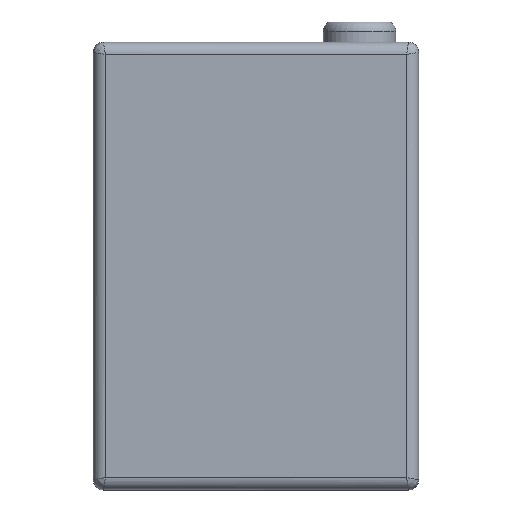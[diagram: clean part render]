
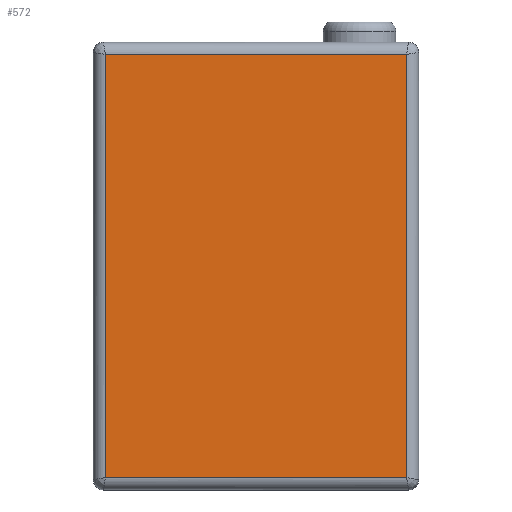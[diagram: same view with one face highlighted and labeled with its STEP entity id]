
A CAD part, top view. The second image highlights one B-rep face of the part: STEP entity #572.
In plain terms, the highlighted planar face has unit normal (0, 0, 1).
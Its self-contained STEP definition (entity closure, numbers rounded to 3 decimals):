
#26=PLANE('',#635);
#40=LINE('',#1029,#90);
#43=LINE('',#1033,#93);
#45=LINE('',#1036,#95);
#47=LINE('',#1039,#97);
#90=VECTOR('',#707,10.);
#93=VECTOR('',#712,10.);
#95=VECTOR('',#716,10.);
#97=VECTOR('',#720,10.);
#166=FACE_OUTER_BOUND('',#205,.T.);
#205=EDGE_LOOP('',(#438,#439,#440,#441));
#269=VERTEX_POINT('',#902);
#272=VERTEX_POINT('',#943);
#275=VERTEX_POINT('',#984);
#278=VERTEX_POINT('',#1025);
#325=EDGE_CURVE('',#269,#278,#40,.T.);
#328=EDGE_CURVE('',#278,#275,#43,.T.);
#330=EDGE_CURVE('',#275,#272,#45,.T.);
#332=EDGE_CURVE('',#272,#269,#47,.T.);
#438=ORIENTED_EDGE('',*,*,#325,.F.);
#439=ORIENTED_EDGE('',*,*,#332,.F.);
#440=ORIENTED_EDGE('',*,*,#330,.F.);
#441=ORIENTED_EDGE('',*,*,#328,.F.);
#572=ADVANCED_FACE('',(#166),#26,.T.);
#635=AXIS2_PLACEMENT_3D('',#1058,#740,#741);
#707=DIRECTION('',(-1.,0.,0.));
#712=DIRECTION('',(0.,1.,0.));
#716=DIRECTION('',(1.,0.,0.));
#720=DIRECTION('',(0.,-1.,0.));
#740=DIRECTION('center_axis',(0.,0.,1.));
#741=DIRECTION('ref_axis',(1.,0.,0.));
#902=CARTESIAN_POINT('',(37.,-47.,30.));
#943=CARTESIAN_POINT('',(37.,57.,30.));
#984=CARTESIAN_POINT('',(-37.,57.,30.));
#1025=CARTESIAN_POINT('',(-37.,-47.,30.));
#1029=CARTESIAN_POINT('',(-20.,-47.,30.));
#1033=CARTESIAN_POINT('',(-37.,32.5,30.));
#1036=CARTESIAN_POINT('',(20.,57.,30.));
#1039=CARTESIAN_POINT('',(37.,-22.5,30.));
#1058=CARTESIAN_POINT('Origin',(0.,5.,30.));
